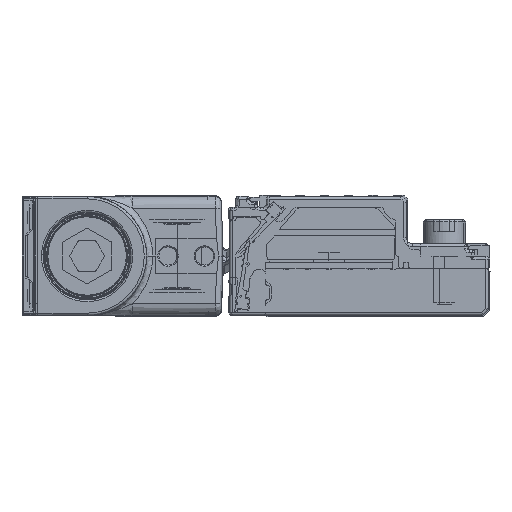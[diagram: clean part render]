
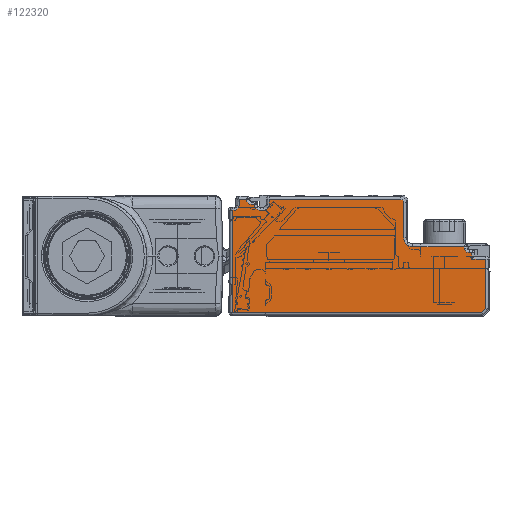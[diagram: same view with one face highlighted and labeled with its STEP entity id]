
A CAD part, left-side view. The second image highlights one B-rep face of the part: STEP entity #122320.
In plain terms, the highlighted planar face has unit normal (-1, 0, 0).
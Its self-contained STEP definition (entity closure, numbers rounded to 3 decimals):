
#122038=AXIS2_PLACEMENT_3D('Circle Axis2P3D',#122036,#122037,$) ;
#122177=AXIS2_PLACEMENT_3D('Plane Axis2P3D',#122174,#122175,#122176) ;
#122200=AXIS2_PLACEMENT_3D('Circle Axis2P3D',#122198,#122199,$) ;
#122214=AXIS2_PLACEMENT_3D('Circle Axis2P3D',#122212,#122213,$) ;
#122235=AXIS2_PLACEMENT_3D('Circle Axis2P3D',#122233,#122234,$) ;
#122249=AXIS2_PLACEMENT_3D('Circle Axis2P3D',#122247,#122248,$) ;
#122263=AXIS2_PLACEMENT_3D('Circle Axis2P3D',#122261,#122262,$) ;
#122284=AXIS2_PLACEMENT_3D('Circle Axis2P3D',#122282,#122283,$) ;
#119243=CARTESIAN_POINT('Vertex',(-1178.,42.3,-7.3)) ;
#119246=CARTESIAN_POINT('Line Origine',(-1178.,42.3,2.)) ;
#119250=CARTESIAN_POINT('Vertex',(-1178.,42.3,9.5)) ;
#119574=CARTESIAN_POINT('Vertex',(-1178.,1.407,-7.3)) ;
#119577=CARTESIAN_POINT('Line Origine',(-1178.,23.168,-7.3)) ;
#119614=CARTESIAN_POINT('Vertex',(-1178.,0.7,-6.593)) ;
#119617=CARTESIAN_POINT('Line Origine',(-1178.,-1.246,-4.646)) ;
#119654=CARTESIAN_POINT('Vertex',(-1178.,0.7,1.5)) ;
#119657=CARTESIAN_POINT('Line Origine',(-1178.,0.7,2.)) ;
#121953=CARTESIAN_POINT('Vertex',(-1178.,3.,2.5)) ;
#122009=CARTESIAN_POINT('Vertex',(-1178.,3.4,2.5)) ;
#122012=CARTESIAN_POINT('Line Origine',(-1178.,21.5,2.5)) ;
#122033=CARTESIAN_POINT('Vertex',(-1178.,4.2,3.3)) ;
#122036=CARTESIAN_POINT('Axis2P3D Location',(-1178.,3.4,3.3)) ;
#122159=CARTESIAN_POINT('Vertex',(-1178.,3.,1.5)) ;
#122162=CARTESIAN_POINT('Line Origine',(-1178.,21.5,1.5)) ;
#122174=CARTESIAN_POINT('Axis2P3D Location',(-1178.,0.2,-7.8)) ;
#122179=CARTESIAN_POINT('Line Origine',(-1178.,3.,2.)) ;
#122184=CARTESIAN_POINT('Line Origine',(-1178.,4.2,3.4)) ;
#122188=CARTESIAN_POINT('Vertex',(-1178.,4.2,3.5)) ;
#122191=CARTESIAN_POINT('Line Origine',(-1178.,8.45,3.5)) ;
#122195=CARTESIAN_POINT('Vertex',(-1178.,12.7,3.5)) ;
#122198=CARTESIAN_POINT('Axis2P3D Location',(-1178.,12.7,5.)) ;
#122202=CARTESIAN_POINT('Vertex',(-1178.,14.2,5.)) ;
#122205=CARTESIAN_POINT('Line Origine',(-1178.,14.2,7.9)) ;
#122209=CARTESIAN_POINT('Vertex',(-1178.,14.2,10.8)) ;
#122212=CARTESIAN_POINT('Axis2P3D Location',(-1178.,14.7,10.8)) ;
#122216=CARTESIAN_POINT('Vertex',(-1178.,14.7,11.3)) ;
#122219=CARTESIAN_POINT('Line Origine',(-1178.,25.5,11.3)) ;
#122223=CARTESIAN_POINT('Vertex',(-1178.,36.3,11.3)) ;
#122226=CARTESIAN_POINT('Line Origine',(-1178.,36.3,10.9)) ;
#122230=CARTESIAN_POINT('Vertex',(-1178.,36.3,10.5)) ;
#122233=CARTESIAN_POINT('Axis2P3D Location',(-1178.,37.3,10.5)) ;
#122237=CARTESIAN_POINT('Vertex',(-1178.,37.3,9.5)) ;
#122240=CARTESIAN_POINT('Line Origine',(-1178.,37.55,9.5)) ;
#122244=CARTESIAN_POINT('Vertex',(-1178.,37.8,9.5)) ;
#122247=CARTESIAN_POINT('Axis2P3D Location',(-1178.,37.8,10.5)) ;
#122251=CARTESIAN_POINT('Vertex',(-1178.,38.8,10.5)) ;
#122254=CARTESIAN_POINT('Line Origine',(-1178.,39.05,10.5)) ;
#122258=CARTESIAN_POINT('Vertex',(-1178.,39.3,10.5)) ;
#122261=CARTESIAN_POINT('Axis2P3D Location',(-1178.,39.3,11.3)) ;
#122265=CARTESIAN_POINT('Vertex',(-1178.,40.1,11.3)) ;
#122268=CARTESIAN_POINT('Line Origine',(-1178.,40.7,11.3)) ;
#122272=CARTESIAN_POINT('Vertex',(-1178.,41.3,11.3)) ;
#122275=CARTESIAN_POINT('Line Origine',(-1178.,41.3,10.8)) ;
#122279=CARTESIAN_POINT('Vertex',(-1178.,41.3,10.3)) ;
#122282=CARTESIAN_POINT('Axis2P3D Location',(-1178.,42.1,10.3)) ;
#122286=CARTESIAN_POINT('Vertex',(-1178.,42.1,9.5)) ;
#122289=CARTESIAN_POINT('Line Origine',(-1178.,42.2,9.5)) ;
#119247=DIRECTION('Vector Direction',(0.,0.,1.)) ;
#119578=DIRECTION('Vector Direction',(0.,1.,0.)) ;
#119618=DIRECTION('Vector Direction',(0.,0.707,-0.707)) ;
#119658=DIRECTION('Vector Direction',(0.,0.,-1.)) ;
#122013=DIRECTION('Vector Direction',(0.,-1.,0.)) ;
#122037=DIRECTION('Axis2P3D Direction',(1.,0.,0.)) ;
#122163=DIRECTION('Vector Direction',(0.,-1.,0.)) ;
#122175=DIRECTION('Axis2P3D Direction',(-1.,0.,0.)) ;
#122176=DIRECTION('Axis2P3D XDirection',(0.,0.,1.)) ;
#122180=DIRECTION('Vector Direction',(0.,0.,1.)) ;
#122185=DIRECTION('Vector Direction',(0.,0.,-1.)) ;
#122192=DIRECTION('Vector Direction',(0.,1.,0.)) ;
#122199=DIRECTION('Axis2P3D Direction',(-1.,0.,0.)) ;
#122206=DIRECTION('Vector Direction',(0.,0.,1.)) ;
#122213=DIRECTION('Axis2P3D Direction',(-1.,0.,0.)) ;
#122220=DIRECTION('Vector Direction',(0.,1.,0.)) ;
#122227=DIRECTION('Vector Direction',(0.,0.,-1.)) ;
#122234=DIRECTION('Axis2P3D Direction',(-1.,0.,0.)) ;
#122241=DIRECTION('Vector Direction',(0.,1.,0.)) ;
#122248=DIRECTION('Axis2P3D Direction',(-1.,0.,0.)) ;
#122255=DIRECTION('Vector Direction',(0.,-1.,0.)) ;
#122262=DIRECTION('Axis2P3D Direction',(-1.,0.,0.)) ;
#122269=DIRECTION('Vector Direction',(0.,1.,0.)) ;
#122276=DIRECTION('Vector Direction',(0.,0.,-1.)) ;
#122283=DIRECTION('Axis2P3D Direction',(-1.,0.,0.)) ;
#122290=DIRECTION('Vector Direction',(0.,1.,0.)) ;
#119248=VECTOR('Line Direction',#119247,1.) ;
#119579=VECTOR('Line Direction',#119578,1.) ;
#119619=VECTOR('Line Direction',#119618,1.) ;
#119659=VECTOR('Line Direction',#119658,1.) ;
#122014=VECTOR('Line Direction',#122013,1.) ;
#122164=VECTOR('Line Direction',#122163,1.) ;
#122181=VECTOR('Line Direction',#122180,1.) ;
#122186=VECTOR('Line Direction',#122185,1.) ;
#122193=VECTOR('Line Direction',#122192,1.) ;
#122207=VECTOR('Line Direction',#122206,1.) ;
#122221=VECTOR('Line Direction',#122220,1.) ;
#122228=VECTOR('Line Direction',#122227,1.) ;
#122242=VECTOR('Line Direction',#122241,1.) ;
#122256=VECTOR('Line Direction',#122255,1.) ;
#122270=VECTOR('Line Direction',#122269,1.) ;
#122277=VECTOR('Line Direction',#122276,1.) ;
#122291=VECTOR('Line Direction',#122290,1.) ;
#122295=ORIENTED_EDGE('',*,*,#122183,.T.) ;
#122296=ORIENTED_EDGE('',*,*,#122016,.T.) ;
#122297=ORIENTED_EDGE('',*,*,#122040,.T.) ;
#122298=ORIENTED_EDGE('',*,*,#122190,.T.) ;
#122299=ORIENTED_EDGE('',*,*,#122197,.T.) ;
#122300=ORIENTED_EDGE('',*,*,#122204,.T.) ;
#122301=ORIENTED_EDGE('',*,*,#122211,.T.) ;
#122302=ORIENTED_EDGE('',*,*,#122218,.T.) ;
#122303=ORIENTED_EDGE('',*,*,#122225,.T.) ;
#122304=ORIENTED_EDGE('',*,*,#122232,.T.) ;
#122305=ORIENTED_EDGE('',*,*,#122239,.T.) ;
#122306=ORIENTED_EDGE('',*,*,#122246,.T.) ;
#122307=ORIENTED_EDGE('',*,*,#122253,.T.) ;
#122308=ORIENTED_EDGE('',*,*,#122260,.T.) ;
#122309=ORIENTED_EDGE('',*,*,#122267,.T.) ;
#122310=ORIENTED_EDGE('',*,*,#122274,.T.) ;
#122311=ORIENTED_EDGE('',*,*,#122281,.T.) ;
#122312=ORIENTED_EDGE('',*,*,#122288,.T.) ;
#122313=ORIENTED_EDGE('',*,*,#122293,.T.) ;
#122314=ORIENTED_EDGE('',*,*,#119252,.T.) ;
#122315=ORIENTED_EDGE('',*,*,#119581,.T.) ;
#122316=ORIENTED_EDGE('',*,*,#119621,.T.) ;
#122317=ORIENTED_EDGE('',*,*,#119661,.T.) ;
#122318=ORIENTED_EDGE('',*,*,#122166,.T.) ;
#122320=ADVANCED_FACE('\X2\FF8AFF9FFF70FF82\X0\ \X2\FF8EFF9EFF83FF9EFF68FF70\X0\',(#122319),#122178,.T.) ;
#122039=CIRCLE('generated circle',#122038,0.8) ;
#122201=CIRCLE('generated circle',#122200,1.5) ;
#122215=CIRCLE('generated circle',#122214,0.5) ;
#122236=CIRCLE('generated circle',#122235,1.) ;
#122250=CIRCLE('generated circle',#122249,1.) ;
#122264=CIRCLE('generated circle',#122263,0.8) ;
#122285=CIRCLE('generated circle',#122284,0.8) ;
#119252=EDGE_CURVE('',#119251,#119244,#119249,.F.) ;
#119581=EDGE_CURVE('',#119244,#119575,#119580,.F.) ;
#119621=EDGE_CURVE('',#119575,#119615,#119620,.F.) ;
#119661=EDGE_CURVE('',#119615,#119655,#119660,.F.) ;
#122016=EDGE_CURVE('',#121954,#122010,#122015,.F.) ;
#122040=EDGE_CURVE('',#122010,#122034,#122039,.T.) ;
#122166=EDGE_CURVE('',#119655,#122160,#122165,.F.) ;
#122183=EDGE_CURVE('',#122160,#121954,#122182,.T.) ;
#122190=EDGE_CURVE('',#122034,#122189,#122187,.F.) ;
#122197=EDGE_CURVE('',#122189,#122196,#122194,.T.) ;
#122204=EDGE_CURVE('',#122196,#122203,#122201,.F.) ;
#122211=EDGE_CURVE('',#122203,#122210,#122208,.T.) ;
#122218=EDGE_CURVE('',#122210,#122217,#122215,.T.) ;
#122225=EDGE_CURVE('',#122217,#122224,#122222,.T.) ;
#122232=EDGE_CURVE('',#122224,#122231,#122229,.T.) ;
#122239=EDGE_CURVE('',#122231,#122238,#122236,.F.) ;
#122246=EDGE_CURVE('',#122238,#122245,#122243,.T.) ;
#122253=EDGE_CURVE('',#122245,#122252,#122250,.F.) ;
#122260=EDGE_CURVE('',#122252,#122259,#122257,.F.) ;
#122267=EDGE_CURVE('',#122259,#122266,#122264,.F.) ;
#122274=EDGE_CURVE('',#122266,#122273,#122271,.T.) ;
#122281=EDGE_CURVE('',#122273,#122280,#122278,.T.) ;
#122288=EDGE_CURVE('',#122280,#122287,#122285,.F.) ;
#122293=EDGE_CURVE('',#122287,#119251,#122292,.T.) ;
#122294=EDGE_LOOP('',(#122295,#122296,#122297,#122298,#122299,#122300,#122301,#122302,#122303,#122304,#122305,#122306,#122307,#122308,#122309,#122310,#122311,#122312,#122313,#122314,#122315,#122316,#122317,#122318)) ;
#122319=FACE_OUTER_BOUND('',#122294,.T.) ;
#119249=LINE('Line',#119246,#119248) ;
#119580=LINE('Line',#119577,#119579) ;
#119620=LINE('Line',#119617,#119619) ;
#119660=LINE('Line',#119657,#119659) ;
#122015=LINE('Line',#122012,#122014) ;
#122165=LINE('Line',#122162,#122164) ;
#122182=LINE('Line',#122179,#122181) ;
#122187=LINE('Line',#122184,#122186) ;
#122194=LINE('Line',#122191,#122193) ;
#122208=LINE('Line',#122205,#122207) ;
#122222=LINE('Line',#122219,#122221) ;
#122229=LINE('Line',#122226,#122228) ;
#122243=LINE('Line',#122240,#122242) ;
#122257=LINE('Line',#122254,#122256) ;
#122271=LINE('Line',#122268,#122270) ;
#122278=LINE('Line',#122275,#122277) ;
#122292=LINE('Line',#122289,#122291) ;
#122178=PLANE('',#122177) ;
#119244=VERTEX_POINT('',#119243) ;
#119251=VERTEX_POINT('',#119250) ;
#119575=VERTEX_POINT('',#119574) ;
#119615=VERTEX_POINT('',#119614) ;
#119655=VERTEX_POINT('',#119654) ;
#121954=VERTEX_POINT('',#121953) ;
#122010=VERTEX_POINT('',#122009) ;
#122034=VERTEX_POINT('',#122033) ;
#122160=VERTEX_POINT('',#122159) ;
#122189=VERTEX_POINT('',#122188) ;
#122196=VERTEX_POINT('',#122195) ;
#122203=VERTEX_POINT('',#122202) ;
#122210=VERTEX_POINT('',#122209) ;
#122217=VERTEX_POINT('',#122216) ;
#122224=VERTEX_POINT('',#122223) ;
#122231=VERTEX_POINT('',#122230) ;
#122238=VERTEX_POINT('',#122237) ;
#122245=VERTEX_POINT('',#122244) ;
#122252=VERTEX_POINT('',#122251) ;
#122259=VERTEX_POINT('',#122258) ;
#122266=VERTEX_POINT('',#122265) ;
#122273=VERTEX_POINT('',#122272) ;
#122280=VERTEX_POINT('',#122279) ;
#122287=VERTEX_POINT('',#122286) ;
